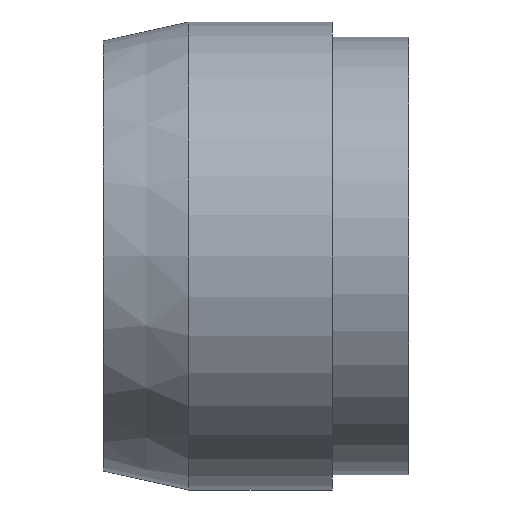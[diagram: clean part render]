
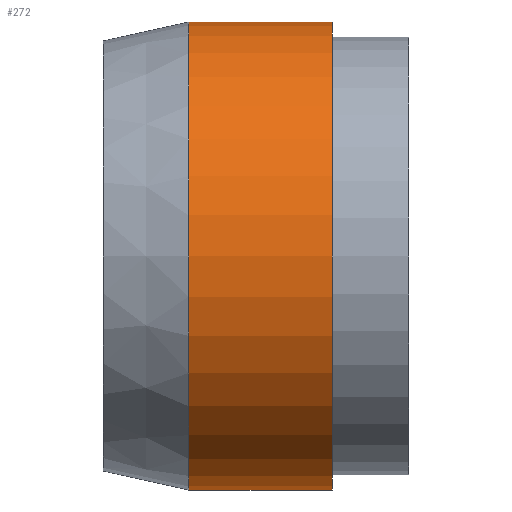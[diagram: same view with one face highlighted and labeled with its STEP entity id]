
A CAD part, left-side view. The second image highlights one B-rep face of the part: STEP entity #272.
In plain terms, the highlighted cylindrical face has radius 30.616 mm (diameter 61.232 mm), a partial arc.
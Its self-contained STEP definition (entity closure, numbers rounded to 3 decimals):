
#8 = CARTESIAN_POINT ( 'NONE',  ( 0., 0., -30.616 ) ) ;
#11 = ORIENTED_EDGE ( 'NONE', *, *, #71, .T. ) ;
#25 = CARTESIAN_POINT ( 'NONE',  ( 0., 10., -30.616 ) ) ;
#31 = EDGE_LOOP ( 'NONE', ( #164, #11, #255, #282 ) ) ;
#38 = DIRECTION ( 'NONE',  ( 0., -1., 0. ) ) ;
#53 = CARTESIAN_POINT ( 'NONE',  ( 0., 28.809, 30.616 ) ) ;
#56 = VECTOR ( 'NONE', #107, 1000. ) ;
#60 = CARTESIAN_POINT ( 'NONE',  ( 0., 10., 0. ) ) ;
#64 = DIRECTION ( 'NONE',  ( 0., -1., 0. ) ) ;
#71 = EDGE_CURVE ( 'NONE', #288, #84, #87, .T. ) ;
#77 = EDGE_CURVE ( 'NONE', #288, #196, #244, .T. ) ;
#79 = CARTESIAN_POINT ( 'NONE',  ( 0., 10., 30.616 ) ) ;
#82 = VERTEX_POINT ( 'NONE', #25 ) ;
#84 = VERTEX_POINT ( 'NONE', #332 ) ;
#85 = DIRECTION ( 'NONE',  ( 0., -1., 0. ) ) ;
#87 = CIRCLE ( 'NONE', #347, 30.616 ) ;
#107 = DIRECTION ( 'NONE',  ( 0., -1., 0. ) ) ;
#113 = FACE_OUTER_BOUND ( 'NONE', #31, .T. ) ;
#126 = DIRECTION ( 'NONE',  ( 0., -1., 0. ) ) ;
#131 = AXIS2_PLACEMENT_3D ( 'NONE', #60, #64, #355 ) ;
#164 = ORIENTED_EDGE ( 'NONE', *, *, #77, .F. ) ;
#189 = CARTESIAN_POINT ( 'NONE',  ( 0., 0., 30.616 ) ) ;
#196 = VERTEX_POINT ( 'NONE', #79 ) ;
#202 = DIRECTION ( 'NONE',  ( 0., 0., -1. ) ) ;
#223 = VECTOR ( 'NONE', #38, 1000. ) ;
#228 = CYLINDRICAL_SURFACE ( 'NONE', #321, 30.616 ) ;
#244 = LINE ( 'NONE', #189, #56 ) ;
#255 = ORIENTED_EDGE ( 'NONE', *, *, #356, .T. ) ;
#267 = CARTESIAN_POINT ( 'NONE',  ( 0., 28.809, 0. ) ) ;
#272 = ADVANCED_FACE ( 'NONE', ( #113 ), #228, .T. ) ;
#280 = CARTESIAN_POINT ( 'NONE',  ( 0., 0., 0. ) ) ;
#282 = ORIENTED_EDGE ( 'NONE', *, *, #345, .F. ) ;
#288 = VERTEX_POINT ( 'NONE', #53 ) ;
#292 = LINE ( 'NONE', #8, #223 ) ;
#295 = CIRCLE ( 'NONE', #131, 30.616 ) ;
#321 = AXIS2_PLACEMENT_3D ( 'NONE', #280, #85, #202 ) ;
#332 = CARTESIAN_POINT ( 'NONE',  ( 0., 28.809, -30.616 ) ) ;
#345 = EDGE_CURVE ( 'NONE', #196, #82, #295, .T. ) ;
#347 = AXIS2_PLACEMENT_3D ( 'NONE', #267, #126, #363 ) ;
#355 = DIRECTION ( 'NONE',  ( 0., 0., -1. ) ) ;
#356 = EDGE_CURVE ( 'NONE', #84, #82, #292, .T. ) ;
#363 = DIRECTION ( 'NONE',  ( 0., 0., -1. ) ) ;
